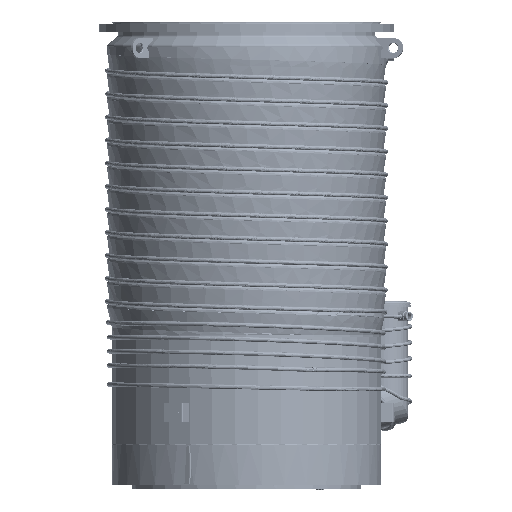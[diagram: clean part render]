
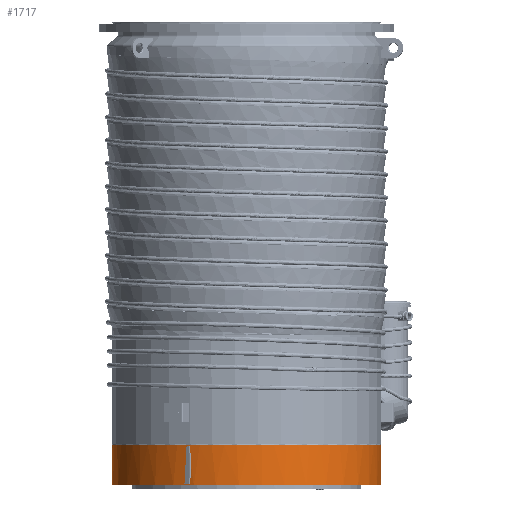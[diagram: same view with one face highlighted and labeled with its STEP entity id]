
A CAD part, left-side view. The second image highlights one B-rep face of the part: STEP entity #1717.
In plain terms, the highlighted cylindrical face has radius 420 mm (diameter 840 mm), a partial arc.
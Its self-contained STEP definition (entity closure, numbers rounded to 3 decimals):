
#1717=ADVANCED_FACE('',(#80664),#80666,.T.);
#80664=FACE_BOUND('',#80665,.T.);
#80665=EDGE_LOOP('',(#131881,#131882,#131883,#131884,#131885,#131886,#131887,#131888,
#131889,#131890));
#80666=CYLINDRICAL_SURFACE('',#80667,420.);
#80667=AXIS2_PLACEMENT_3D('',#80668,#80669,#80670);
#80668=CARTESIAN_POINT('',(0.,0.,-1454.2));
#80669=DIRECTION('',(0.,0.,1.));
#80670=DIRECTION('',(1.,-0.017,0.));
#131881=ORIENTED_EDGE('',*,*,#142699,.F.);
#131882=ORIENTED_EDGE('',*,*,#142700,.T.);
#131883=ORIENTED_EDGE('',*,*,#142701,.F.);
#131884=ORIENTED_EDGE('',*,*,#142684,.T.);
#131885=ORIENTED_EDGE('',*,*,#142702,.F.);
#131886=ORIENTED_EDGE('',*,*,#142703,.T.);
#131887=ORIENTED_EDGE('',*,*,#142680,.F.);
#131888=ORIENTED_EDGE('',*,*,#142704,.F.);
#131889=ORIENTED_EDGE('',*,*,#142705,.F.);
#131890=ORIENTED_EDGE('',*,*,#142674,.F.);
#142674=EDGE_CURVE('',#156049,#156052,#156053,.T.);
#142680=EDGE_CURVE('',#156062,#156064,#156065,.T.);
#142684=EDGE_CURVE('',#156072,#156069,#156073,.T.);
#142699=EDGE_CURVE('',#156099,#156049,#156100,.T.);
#142700=EDGE_CURVE('',#156099,#156101,#156102,.T.);
#142701=EDGE_CURVE('',#156072,#156101,#156103,.F.);
#142702=EDGE_CURVE('',#156104,#156069,#156105,.F.);
#142703=EDGE_CURVE('',#156104,#156064,#156106,.T.);
#142704=EDGE_CURVE('',#156084,#156062,#156107,.T.);
#142705=EDGE_CURVE('',#156052,#156084,#156108,.T.);
#156049=VERTEX_POINT('',#237810);
#156052=VERTEX_POINT('',#237816);
#156053=LINE('',#237817,#237818);
#156062=VERTEX_POINT('',#237839);
#156064=VERTEX_POINT('',#237843);
#156065=CIRCLE('',#237844,420.);
#156069=VERTEX_POINT('',#237856);
#156072=VERTEX_POINT('',#237862);
#156073=LINE('',#237863,#237864);
#156084=VERTEX_POINT('',#237888);
#156099=VERTEX_POINT('',#237925);
#156100=LINE('',#237926,#237927);
#156101=VERTEX_POINT('',#237929);
#156102=CIRCLE('',#237930,420.);
#156103=LINE('',#237934,#237935);
#156104=VERTEX_POINT('',#237937);
#156105=LINE('',#237938,#237939);
#156106=LINE('',#237941,#237942);
#156107=LINE('',#237944,#237945);
#156108=LINE('',#237947,#237948);
#237810=CARTESIAN_POINT('',(419.936,-7.33,-1399.408));
#237816=CARTESIAN_POINT('',(419.936,-7.33,-1385.992));
#237817=CARTESIAN_POINT('',(419.936,-7.33,-1399.408));
#237818=VECTOR('',#237819,1.);
#237819=DIRECTION('',(0.,0.,1.));
#237839=CARTESIAN_POINT('',(419.936,-7.33,-1332.2));
#237843=CARTESIAN_POINT('',(296.985,-296.985,-1332.2));
#237844=AXIS2_PLACEMENT_3D('',#237845,#237846,#237847);
#237845=CARTESIAN_POINT('',(0.,0.,-1332.2));
#237846=DIRECTION('',(0.,0.,1.));
#237847=DIRECTION('',(1.,-0.017,0.));
#237856=CARTESIAN_POINT('',(296.985,-296.985,-1385.992));
#237862=CARTESIAN_POINT('',(296.985,-296.985,-1399.408));
#237863=CARTESIAN_POINT('',(296.985,-296.985,-1399.408));
#237864=VECTOR('',#237865,1.);
#237865=DIRECTION('',(0.,0.,1.));
#237888=CARTESIAN_POINT('',(419.936,-7.33,-1332.7));
#237925=CARTESIAN_POINT('',(419.936,-7.33,-1457.7));
#237926=CARTESIAN_POINT('',(419.936,-7.33,-1457.7));
#237927=VECTOR('',#237928,1.);
#237928=DIRECTION('',(0.,0.,1.));
#237929=CARTESIAN_POINT('',(296.985,-296.985,-1457.7));
#237930=AXIS2_PLACEMENT_3D('',#237931,#237932,#237933);
#237931=CARTESIAN_POINT('',(0.,0.,-1457.7));
#237932=DIRECTION('',(0.,0.,1.));
#237933=DIRECTION('',(1.,-0.017,0.));
#237934=CARTESIAN_POINT('',(296.985,-296.985,-1457.7));
#237935=VECTOR('',#237936,1.);
#237936=DIRECTION('',(0.,0.,1.));
#237937=CARTESIAN_POINT('',(296.985,-296.985,-1332.7));
#237938=CARTESIAN_POINT('',(296.985,-296.985,-1385.992));
#237939=VECTOR('',#237940,1.);
#237940=DIRECTION('',(0.,0.,1.));
#237941=CARTESIAN_POINT('',(296.985,-296.985,-1332.7));
#237942=VECTOR('',#237943,1.);
#237943=DIRECTION('',(0.,0.,1.));
#237944=CARTESIAN_POINT('',(419.936,-7.33,-1332.7));
#237945=VECTOR('',#237946,1.);
#237946=DIRECTION('',(0.,0.,1.));
#237947=CARTESIAN_POINT('',(419.936,-7.33,-1385.992));
#237948=VECTOR('',#237949,1.);
#237949=DIRECTION('',(0.,0.,1.));
